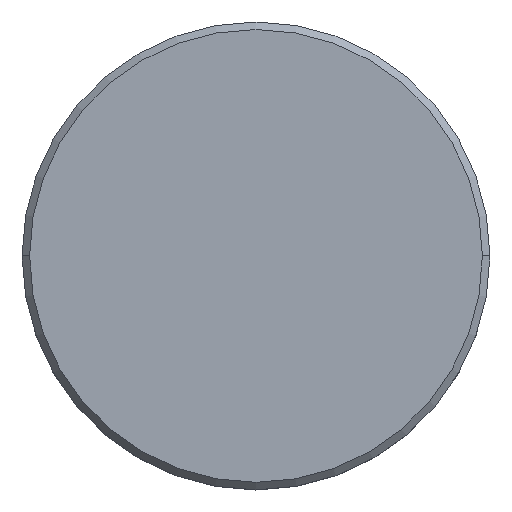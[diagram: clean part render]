
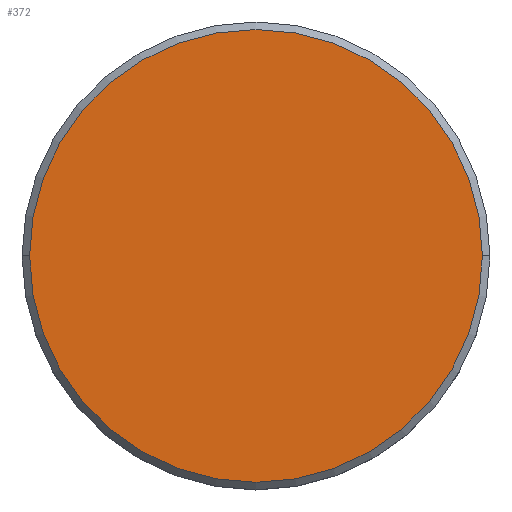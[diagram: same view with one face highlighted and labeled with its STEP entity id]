
A CAD part, top view. The second image highlights one B-rep face of the part: STEP entity #372.
In plain terms, the highlighted planar face has unit normal (0, 0, 1).
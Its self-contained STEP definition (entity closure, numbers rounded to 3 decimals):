
#40 = FACE_OUTER_BOUND ( 'NONE', #1142, .T. ) ;
#179 = CARTESIAN_POINT ( 'NONE',  ( 15., 0., 0. ) ) ;
#268 = VERTEX_POINT ( 'NONE', #179 ) ;
#270 = VERTEX_POINT ( 'NONE', #810 ) ;
#372 = ADVANCED_FACE ( 'NONE', ( #40 ), #583, .T. ) ;
#416 = AXIS2_PLACEMENT_3D ( 'NONE', #904, #818, #714 ) ;
#466 = ORIENTED_EDGE ( 'NONE', *, *, #577, .T. ) ;
#567 = AXIS2_PLACEMENT_3D ( 'NONE', #1155, #968, #600 ) ;
#577 = EDGE_CURVE ( 'NONE', #270, #268, #1030, .T. ) ;
#583 = PLANE ( 'NONE',  #1104 ) ;
#600 = DIRECTION ( 'NONE',  ( 1., 0., 0. ) ) ;
#628 = CIRCLE ( 'NONE', #416, 15. ) ;
#662 = ORIENTED_EDGE ( 'NONE', *, *, #959, .T. ) ;
#714 = DIRECTION ( 'NONE',  ( 1., 0., 0. ) ) ;
#763 = DIRECTION ( 'NONE',  ( 1., 0., 0. ) ) ;
#810 = CARTESIAN_POINT ( 'NONE',  ( -15., 0., 0. ) ) ;
#818 = DIRECTION ( 'NONE',  ( 0., 0., 1. ) ) ;
#904 = CARTESIAN_POINT ( 'NONE',  ( 0., 0., 0. ) ) ;
#959 = EDGE_CURVE ( 'NONE', #268, #270, #628, .T. ) ;
#968 = DIRECTION ( 'NONE',  ( 0., 0., 1. ) ) ;
#1030 = CIRCLE ( 'NONE', #567, 15. ) ;
#1044 = CARTESIAN_POINT ( 'NONE',  ( 0., 0., 0. ) ) ;
#1104 = AXIS2_PLACEMENT_3D ( 'NONE', #1044, #1112, #763 ) ;
#1112 = DIRECTION ( 'NONE',  ( 0., 0., 1. ) ) ;
#1142 = EDGE_LOOP ( 'NONE', ( #466, #662 ) ) ;
#1155 = CARTESIAN_POINT ( 'NONE',  ( 0., 0., 0. ) ) ;
